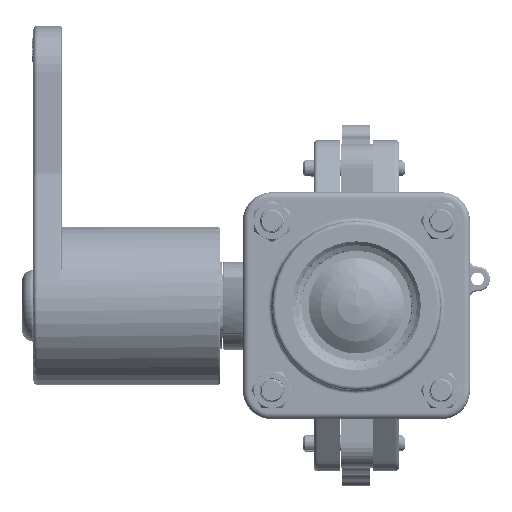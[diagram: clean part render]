
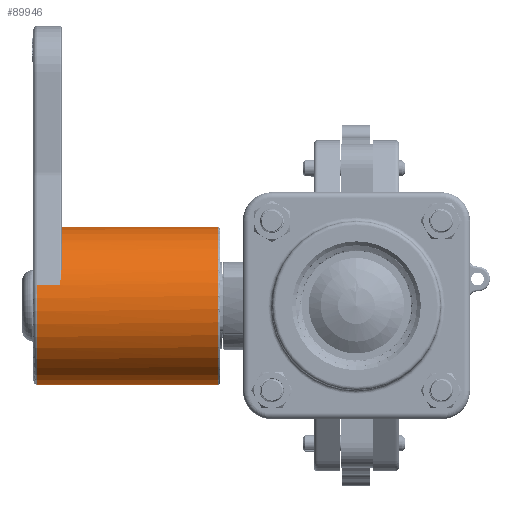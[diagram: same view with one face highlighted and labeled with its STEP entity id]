
A CAD part, left-side view. The second image highlights one B-rep face of the part: STEP entity #89946.
In plain terms, the highlighted cylindrical face has radius 31.496 mm (diameter 62.992 mm), a full revolution.
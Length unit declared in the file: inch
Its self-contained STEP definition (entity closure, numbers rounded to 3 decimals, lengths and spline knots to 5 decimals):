
#2016=B_SPLINE_CURVE_WITH_KNOTS('',3,(#156151,#156152,#156153,#156154,#156155,
#156156,#156157,#156158,#156159,#156160),.UNSPECIFIED.,.F.,.F.,(4,2,2,2,
4),(-0.3559,-0.34268,-0.32947,-0.28278,
-0.17259),.UNSPECIFIED.);
#2017=B_SPLINE_CURVE_WITH_KNOTS('',3,(#156164,#156165,#156166,#156167,#156168,
#156169,#156170,#156171),.UNSPECIFIED.,.F.,.F.,(4,2,2,4),(0.58159,
0.63114,0.7723,0.77279),.UNSPECIFIED.);
#2018=B_SPLINE_CURVE_WITH_KNOTS('',3,(#156179,#156180,#156181,#156182,#156183,
#156184,#156185,#156186),.UNSPECIFIED.,.F.,.F.,(4,2,2,4),(-0.00055,
0.,0.15926,0.21516),.UNSPECIFIED.);
#2019=B_SPLINE_CURVE_WITH_KNOTS('',3,(#156190,#156191,#156192,#156193,#156194,
#156195),.UNSPECIFIED.,.F.,.F.,(4,2,4),(1.25455,1.55486,
1.91042),.UNSPECIFIED.);
#7282=CYLINDRICAL_SURFACE('',#96636,1.24);
#8554=FACE_OUTER_BOUND('',#13886,.T.);
#13886=EDGE_LOOP('',(#64037,#64038,#64039,#64040,#64041,#64042,#64043,#64044,
#64045,#64046,#64047,#64048,#64049,#64050,#64051,#64052,#64053,#64054,#64055,
#64056));
#19397=CIRCLE('',#96634,1.24);
#19399=CIRCLE('',#96637,1.24);
#19400=CIRCLE('',#96638,1.24);
#19401=CIRCLE('',#96639,1.24);
#19402=CIRCLE('',#96640,1.24);
#19403=CIRCLE('',#96641,1.24);
#19404=CIRCLE('',#96642,1.24);
#19405=CIRCLE('',#96643,1.24);
#21111=LINE('',#156139,#29695);
#21112=LINE('',#156141,#29696);
#21113=LINE('',#156145,#29697);
#21114=LINE('',#156149,#29698);
#21115=LINE('',#156173,#29699);
#21116=LINE('',#156177,#29700);
#21117=LINE('',#156197,#29701);
#29695=VECTOR('',#104665,0.3937);
#29696=VECTOR('',#104666,0.3937);
#29697=VECTOR('',#104669,1.24);
#29698=VECTOR('',#104672,0.3937);
#29699=VECTOR('',#104675,0.3937);
#29700=VECTOR('',#104678,0.3937);
#29701=VECTOR('',#104681,0.3937);
#38725=VERTEX_POINT('',#156108);
#38726=VERTEX_POINT('',#156121);
#38728=VERTEX_POINT('',#156138);
#38729=VERTEX_POINT('',#156140);
#38730=VERTEX_POINT('',#156142);
#38731=VERTEX_POINT('',#156144);
#38732=VERTEX_POINT('',#156146);
#38733=VERTEX_POINT('',#156148);
#38734=VERTEX_POINT('',#156150);
#38735=VERTEX_POINT('',#156161);
#38736=VERTEX_POINT('',#156163);
#38737=VERTEX_POINT('',#156172);
#38738=VERTEX_POINT('',#156174);
#38739=VERTEX_POINT('',#156176);
#38740=VERTEX_POINT('',#156178);
#38741=VERTEX_POINT('',#156187);
#38742=VERTEX_POINT('',#156189);
#38743=VERTEX_POINT('',#156196);
#48327=EDGE_CURVE('',#38725,#38726,#19397,.T.);
#48330=EDGE_CURVE('',#38728,#38726,#21111,.T.);
#48331=EDGE_CURVE('',#38725,#38729,#21112,.T.);
#48332=EDGE_CURVE('',#38730,#38729,#19399,.T.);
#48333=EDGE_CURVE('',#38730,#38731,#21113,.T.);
#48334=EDGE_CURVE('',#38732,#38731,#19400,.T.);
#48335=EDGE_CURVE('',#38732,#38733,#21114,.T.);
#48336=EDGE_CURVE('',#38734,#38733,#2016,.F.);
#48337=EDGE_CURVE('',#38734,#38735,#19401,.T.);
#48338=EDGE_CURVE('',#38736,#38735,#2017,.F.);
#48339=EDGE_CURVE('',#38737,#38736,#21115,.T.);
#48340=EDGE_CURVE('',#38738,#38737,#19402,.T.);
#48341=EDGE_CURVE('',#38739,#38738,#21116,.T.);
#48342=EDGE_CURVE('',#38740,#38739,#2018,.F.);
#48343=EDGE_CURVE('',#38740,#38741,#19403,.T.);
#48344=EDGE_CURVE('',#38742,#38741,#2019,.F.);
#48345=EDGE_CURVE('',#38743,#38742,#21117,.T.);
#48346=EDGE_CURVE('',#38731,#38743,#19404,.T.);
#48347=EDGE_CURVE('',#38728,#38730,#19405,.T.);
#64037=ORIENTED_EDGE('',*,*,#48330,.T.);
#64038=ORIENTED_EDGE('',*,*,#48327,.F.);
#64039=ORIENTED_EDGE('',*,*,#48331,.T.);
#64040=ORIENTED_EDGE('',*,*,#48332,.F.);
#64041=ORIENTED_EDGE('',*,*,#48333,.T.);
#64042=ORIENTED_EDGE('',*,*,#48334,.F.);
#64043=ORIENTED_EDGE('',*,*,#48335,.T.);
#64044=ORIENTED_EDGE('',*,*,#48336,.F.);
#64045=ORIENTED_EDGE('',*,*,#48337,.T.);
#64046=ORIENTED_EDGE('',*,*,#48338,.F.);
#64047=ORIENTED_EDGE('',*,*,#48339,.F.);
#64048=ORIENTED_EDGE('',*,*,#48340,.F.);
#64049=ORIENTED_EDGE('',*,*,#48341,.F.);
#64050=ORIENTED_EDGE('',*,*,#48342,.F.);
#64051=ORIENTED_EDGE('',*,*,#48343,.T.);
#64052=ORIENTED_EDGE('',*,*,#48344,.F.);
#64053=ORIENTED_EDGE('',*,*,#48345,.F.);
#64054=ORIENTED_EDGE('',*,*,#48346,.F.);
#64055=ORIENTED_EDGE('',*,*,#48333,.F.);
#64056=ORIENTED_EDGE('',*,*,#48347,.F.);
#89946=ADVANCED_FACE('',(#8554),#7282,.T.);
#96634=AXIS2_PLACEMENT_3D('',#156122,#104659,#104660);
#96636=AXIS2_PLACEMENT_3D('',#156137,#104663,#104664);
#96637=AXIS2_PLACEMENT_3D('',#156143,#104667,#104668);
#96638=AXIS2_PLACEMENT_3D('',#156147,#104670,#104671);
#96639=AXIS2_PLACEMENT_3D('',#156162,#104673,#104674);
#96640=AXIS2_PLACEMENT_3D('',#156175,#104676,#104677);
#96641=AXIS2_PLACEMENT_3D('',#156188,#104679,#104680);
#96642=AXIS2_PLACEMENT_3D('',#156198,#104682,#104683);
#96643=AXIS2_PLACEMENT_3D('',#156199,#104684,#104685);
#104659=DIRECTION('center_axis',(0.,-1.,0.));
#104660=DIRECTION('ref_axis',(0.,0.,-1.));
#104663=DIRECTION('center_axis',(0.,-1.,0.));
#104664=DIRECTION('ref_axis',(1.,0.,0.));
#104665=DIRECTION('',(0.,1.,0.));
#104666=DIRECTION('',(0.,-1.,0.));
#104667=DIRECTION('center_axis',(0.,-1.,0.));
#104668=DIRECTION('ref_axis',(0.,0.,1.));
#104669=DIRECTION('',(0.,1.,0.));
#104670=DIRECTION('center_axis',(0.,1.,0.));
#104671=DIRECTION('ref_axis',(-0.981,0.,-0.194));
#104672=DIRECTION('',(0.,-1.,0.));
#104673=DIRECTION('center_axis',(0.,-1.,0.));
#104674=DIRECTION('ref_axis',(1.,0.,0.));
#104675=DIRECTION('',(0.,-1.,0.));
#104676=DIRECTION('center_axis',(0.,1.,0.));
#104677=DIRECTION('ref_axis',(0.999,0.,0.035));
#104678=DIRECTION('',(0.,1.,0.));
#104679=DIRECTION('center_axis',(0.,-1.,0.));
#104680=DIRECTION('ref_axis',(1.,0.,0.));
#104681=DIRECTION('',(0.,-1.,0.));
#104682=DIRECTION('center_axis',(0.,1.,0.));
#104683=DIRECTION('ref_axis',(-0.981,0.,-0.194));
#104684=DIRECTION('center_axis',(0.,-1.,0.));
#104685=DIRECTION('ref_axis',(0.,0.,1.));
#156108=CARTESIAN_POINT('',(-0.73969,-1.145,-0.99521));
#156121=CARTESIAN_POINT('',(0.73969,-1.145,-0.99521));
#156122=CARTESIAN_POINT('Origin',(0.,-1.145,0.));
#156137=CARTESIAN_POINT('Origin',(0.,0.,0.));
#156138=CARTESIAN_POINT('',(0.73969,-2.895,-0.99521));
#156139=CARTESIAN_POINT('',(0.73969,0.,-0.99521));
#156140=CARTESIAN_POINT('',(-0.73969,-2.895,-0.99521));
#156141=CARTESIAN_POINT('',(-0.73969,0.,-0.99521));
#156142=CARTESIAN_POINT('',(-1.24,-2.895,0.));
#156143=CARTESIAN_POINT('Origin',(0.,-2.895,0.));
#156144=CARTESIAN_POINT('',(-1.24,-0.06,0.));
#156145=CARTESIAN_POINT('',(-1.24,0.,0.));
#156146=CARTESIAN_POINT('',(0.75273,-0.06,-0.98539));
#156147=CARTESIAN_POINT('Origin',(0.,-0.06,0.));
#156148=CARTESIAN_POINT('',(0.75273,-0.41,-0.98539));
#156149=CARTESIAN_POINT('',(0.75273,0.,-0.98539));
#156150=CARTESIAN_POINT('',(0.80272,-0.44,-0.94511));
#156151=CARTESIAN_POINT('Ctrl Pts',(0.75273,-0.41,-0.98539));
#156152=CARTESIAN_POINT('Ctrl Pts',(0.75273,-0.41173,
-0.98539));
#156153=CARTESIAN_POINT('Ctrl Pts',(0.75303,-0.41357,
-0.98517));
#156154=CARTESIAN_POINT('Ctrl Pts',(0.75413,-0.41702,
-0.98432));
#156155=CARTESIAN_POINT('Ctrl Pts',(0.75493,-0.41863,
-0.98371));
#156156=CARTESIAN_POINT('Ctrl Pts',(0.7588,-0.4248,
-0.98074));
#156157=CARTESIAN_POINT('Ctrl Pts',(0.76374,-0.42866,
-0.9769));
#156158=CARTESIAN_POINT('Ctrl Pts',(0.77843,-0.43724,
-0.9653));
#156159=CARTESIAN_POINT('Ctrl Pts',(0.7917,-0.44,-0.95447));
#156160=CARTESIAN_POINT('Ctrl Pts',(0.80272,-0.44,-0.94511));
#156161=CARTESIAN_POINT('',(1.04098,-0.44,-0.67377));
#156162=CARTESIAN_POINT('Origin',(0.,-0.44,0.));
#156163=CARTESIAN_POINT('',(1.07511,-0.41,-0.61785));
#156164=CARTESIAN_POINT('Ctrl Pts',(1.04098,-0.44,-0.67377));
#156165=CARTESIAN_POINT('Ctrl Pts',(1.04342,-0.44,
-0.66999));
#156166=CARTESIAN_POINT('Ctrl Pts',(1.04625,-0.43941,
-0.66558));
#156167=CARTESIAN_POINT('Ctrl Pts',(1.05854,-0.43321,
-0.64605));
#156168=CARTESIAN_POINT('Ctrl Pts',(1.06658,-0.42238,
-0.63268));
#156169=CARTESIAN_POINT('Ctrl Pts',(1.07505,-0.41008,
-0.61795));
#156170=CARTESIAN_POINT('Ctrl Pts',(1.07508,-0.41004,
-0.6179));
#156171=CARTESIAN_POINT('Ctrl Pts',(1.07511,-0.41,-0.61785));
#156172=CARTESIAN_POINT('',(1.07511,-0.275,-0.61785));
#156173=CARTESIAN_POINT('',(1.07511,0.,-0.61785));
#156174=CARTESIAN_POINT('',(1.02892,-0.275,0.69205));
#156175=CARTESIAN_POINT('Origin',(0.,-0.275,0.));
#156176=CARTESIAN_POINT('',(1.02892,-0.41,0.69205));
#156177=CARTESIAN_POINT('',(1.02892,0.,0.69205));
#156178=CARTESIAN_POINT('',(0.99093,-0.44,0.74542));
#156179=CARTESIAN_POINT('Ctrl Pts',(1.02892,-0.41,0.69205));
#156180=CARTESIAN_POINT('Ctrl Pts',(1.02889,-0.41004,
0.69209));
#156181=CARTESIAN_POINT('Ctrl Pts',(1.02885,-0.41008,0.69214));
#156182=CARTESIAN_POINT('Ctrl Pts',(1.01937,-0.42238,
0.70624));
#156183=CARTESIAN_POINT('Ctrl Pts',(1.0104,-0.43321,
0.71901));
#156184=CARTESIAN_POINT('Ctrl Pts',(0.99677,-0.43941,
0.73762));
#156185=CARTESIAN_POINT('Ctrl Pts',(0.99364,-0.44,
0.74182));
#156186=CARTESIAN_POINT('Ctrl Pts',(0.99093,-0.44,0.74542));
#156187=CARTESIAN_POINT('',(0.57504,-0.44,1.0986));
#156188=CARTESIAN_POINT('Origin',(0.,-0.44,0.));
#156189=CARTESIAN_POINT('',(0.32094,-0.41,1.19775));
#156190=CARTESIAN_POINT('Ctrl Pts',(0.57504,-0.44,1.0986));
#156191=CARTESIAN_POINT('Ctrl Pts',(0.54013,-0.44,1.11688));
#156192=CARTESIAN_POINT('Ctrl Pts',(0.49733,-0.43586,
1.13657));
#156193=CARTESIAN_POINT('Ctrl Pts',(0.41798,-0.42571,
1.16835));
#156194=CARTESIAN_POINT('Ctrl Pts',(0.36547,-0.41717,
1.18581));
#156195=CARTESIAN_POINT('Ctrl Pts',(0.32094,-0.41,1.19775));
#156196=CARTESIAN_POINT('',(0.32094,-0.06,1.19775));
#156197=CARTESIAN_POINT('',(0.32094,0.,1.19775));
#156198=CARTESIAN_POINT('Origin',(0.,-0.06,0.));
#156199=CARTESIAN_POINT('Origin',(0.,-2.895,0.));
